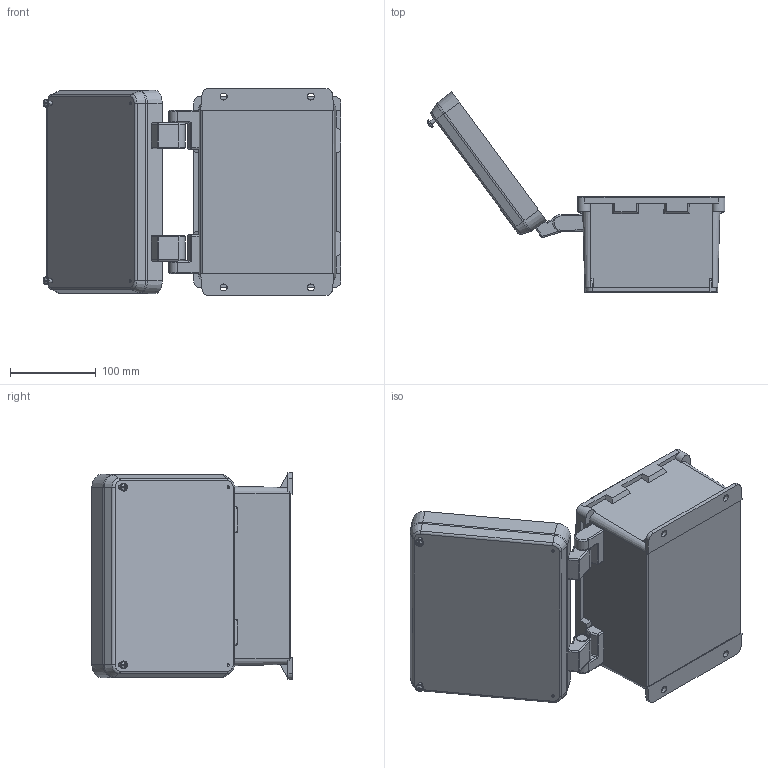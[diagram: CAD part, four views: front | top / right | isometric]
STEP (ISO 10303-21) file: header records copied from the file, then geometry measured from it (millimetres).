
FILE_DESCRIPTION (( 'STEP AP214' ), '1' );
FILE_NAME ('NBN080604-KIT01.STEP', '2018-02-23T16:40:25', ( '' ), ( '' ), 'SwSTEP 2.0', 'SolidWorks 2017', '' );
FILE_SCHEMA (( 'AUTOMOTIVE_DESIGN' ));
Length unit declared in the file: inch
Products named in the file (10): NBN_Hinge_Plug; NBN_Hinge_2; NBN_Hinge_1; NBN080604_lid; NBN080604_box; NBN080604-KIT01; XFW-0002; 1BE04-031; 10-32 NEMA PLATE SCREW; NBN_LidScrew
Assembly tree (27 placements, depth 2):
  NBN080604-KIT01
    NBN080604_box
    NBN080604_lid
    NBN_Hinge_1  x2
    NBN_Hinge_2  x2
    NBN_Hinge_Plug  x2
    NBN_LidScrew  x2
    10-32 NEMA PLATE SCREW  x12
    1BE04-031
    XFW-0002  x4
Bounding box: 346.77 x 233.08 x 240.87 mm (x, y, z)
Volume: 893670.7 mm3; surface area: 474851.8 mm2
Topology: 27 solids, 27 shells, 1607 faces, 3856 edges, 2368 vertices
Faces by surface type: plane 609, cylinder 450, cone 382, torus 108, bspline 44, sphere 14
Full cylindrical faces by diameter (mm): 3.861 x8, 4.216 x2, 4.775 x2, 6.147 x12, 6.24 x4, 6.241 x4, 6.35 x8, 8.128 x4, 9.296 x12, 9.525 x4, 10.16 x4, 10.922 x2, 12.027 x2, 12.446 x2, 12.497 x2, 13.208 x2
Entity records: 27524 total; most frequent: CARTESIAN_POINT 5463, DIRECTION 4195, ORIENTED_EDGE 3686, EDGE_CURVE 1843, AXIS2_PLACEMENT_3D 1636, VERTEX_POINT 1272, EDGE_LOOP 1235, FACE_OUTER_BOUND 957
